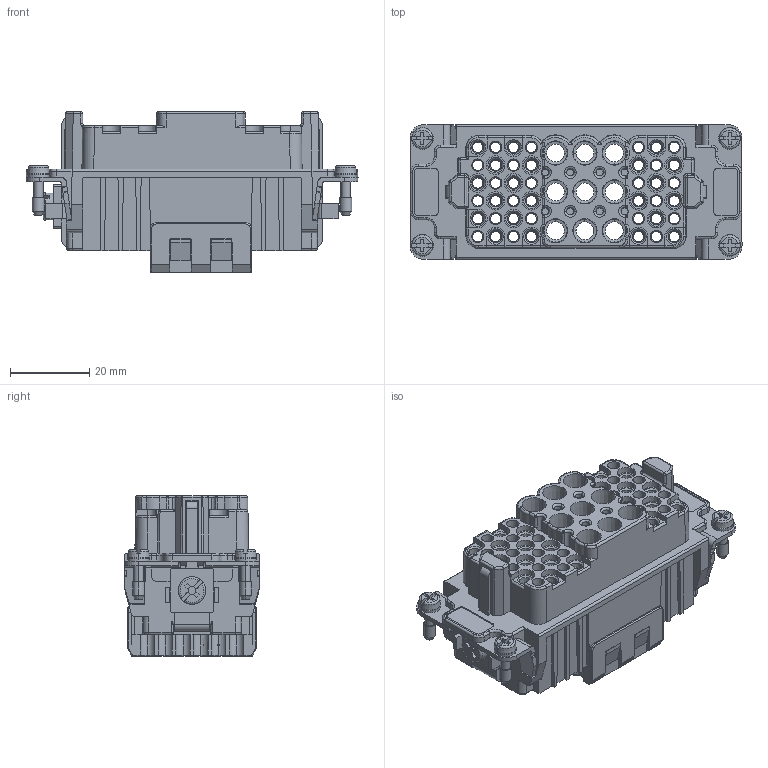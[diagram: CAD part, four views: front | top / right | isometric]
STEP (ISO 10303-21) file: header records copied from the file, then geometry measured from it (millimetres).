
FILE_DESCRIPTION(('Creo Elements/Direct Modeling STEP Export'),'2;1');
FILE_NAME('0ln7uvk527mnoib1752','2020-04-15T13:31:04',(''),(''),'Creo Elements/Direct Modeling STEP processor for AP214 (Solid Model)','Creo Elements/Direct Modeling 20.1B 02-Apr-2019 (C) Parametric Technology GmbH','');
FILE_SCHEMA(('AUTOMOTIVE_DESIGN { 1 0 10303 214 1 1 1 1 }'));
Products named in the file (2): CXF 9-42
Assembly tree (1 placements, depth 2):
  CXF 9-42
    CXF 9-42
Bounding box: 83.7 x 34 x 40.5 mm (x, y, z)
Volume: 39946.5 mm3; surface area: 42232.5 mm2
Topology: 1 solids, 9 shells, 2506 faces, 6608 edges, 4131 vertices
Faces by surface type: plane 1117, cylinder 677, cone 513, torus 110, bspline 72, sphere 17
Entity records: 82860 total; most frequent: CARTESIAN_POINT 23343, ORIENTED_EDGE 13182, DIRECTION 11124, EDGE_CURVE 6591, VERTEX_POINT 4131, AXIS2_PLACEMENT_3D 3772, VECTOR 3580, LINE 3580
